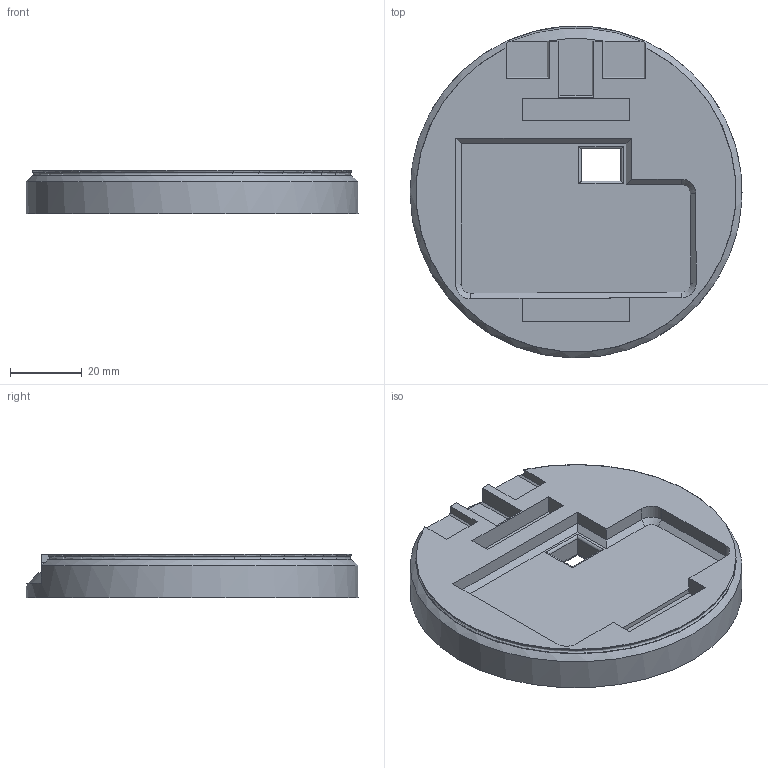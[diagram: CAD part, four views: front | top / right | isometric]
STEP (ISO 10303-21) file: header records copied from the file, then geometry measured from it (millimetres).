
FILE_DESCRIPTION(/* description */ ('','CAx-IF Rec.Pracs.---Representation and Presentation of Product Manufacturing Information (PMI)---4.0---2014-10-13'),/* implementation_level */ '2;1');
FILE_NAME(/* name */ 'chamber top.step',/* time_stamp */ '2025-02-10T21:01:30-05:00',/* author */ (''),/* organization */ (''),/* preprocessor_version */ 'ST-DEVELOPER v20',/* originating_system */ 'Autodesk Translation Framework v13.20.0.188',/* authorisation */ '');
FILE_SCHEMA (('AP242_MANAGED_MODEL_BASED_3D_ENGINEERING_MIM_LF { 1 0 10303 442 1 1 4 }'));
Length unit declared in the file: millimetre
Products named in the file (1): (Unsaved)
Bounding box: 92.5 x 92.5 x 12 mm (x, y, z)
Volume: 58923.7 mm3; surface area: 20052.4 mm2
Topology: 1 solids, 1 shells, 82 faces, 203 edges, 127 vertices
Faces by surface type: plane 59, cylinder 16, cone 5, torus 2
Full cylindrical faces by diameter (mm): 83.7 x1, 87.7 x1, 92.5 x1
Entity records: 2447 total; most frequent: CARTESIAN_POINT 473, ORIENTED_EDGE 406, DIRECTION 392, EDGE_CURVE 203, LINE 156, VECTOR 156, VERTEX_POINT 127, AXIS2_PLACEMENT_3D 118
